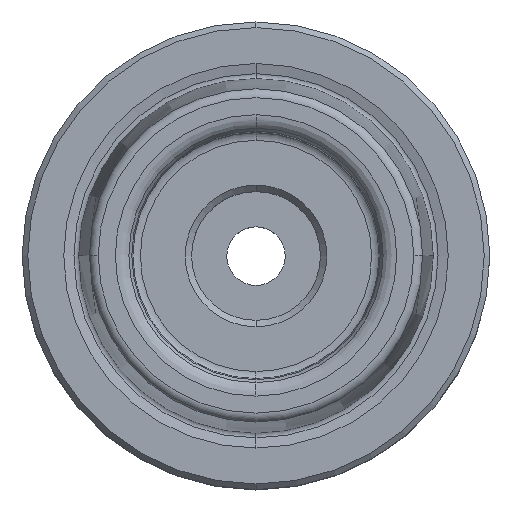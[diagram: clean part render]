
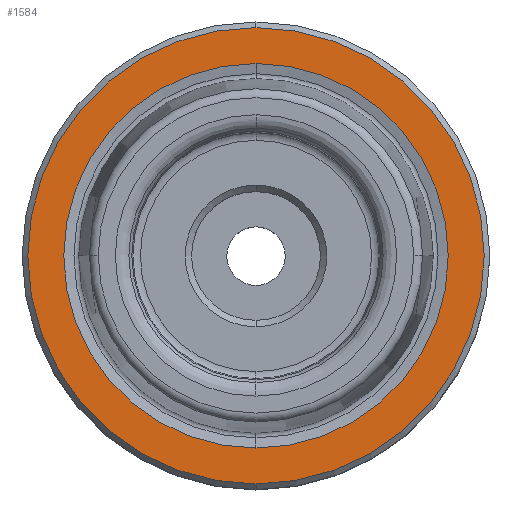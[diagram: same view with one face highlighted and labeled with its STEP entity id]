
A CAD part, top view. The second image highlights one B-rep face of the part: STEP entity #1584.
In plain terms, the highlighted planar face has unit normal (0, 0, 1).
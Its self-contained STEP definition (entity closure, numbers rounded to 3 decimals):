
#808=VERTEX_POINT('NONE',#2211);
#838=EDGE_CURVE('NONE',#1930,#1522,#2242,.T.);
#844=EDGE_CURVE('NONE',#2084,#808,#2248,.T.);
#1026=EDGE_CURVE('NONE',#808,#2084,#2452,.T.);
#1210=EDGE_CURVE('NONE',#1522,#1930,#2667,.T.);
#1522=VERTEX_POINT('NONE',#3013);
#1584=ADVANCED_FACE('NONE',(#3082,#3083),#3084,.F.);
#1930=VERTEX_POINT('NONE',#3465);
#2084=VERTEX_POINT('NONE',#3636);
#2211=CARTESIAN_POINT('',(0.,-16.426,0.));
#2242=CIRCLE('',#3859,19.495);
#2248=CIRCLE('',#3868,16.426);
#2452=CIRCLE('',#4146,16.426);
#2667=CIRCLE('',#4527,19.495);
#3013=CARTESIAN_POINT('',(0.0,-19.495,0.));
#3082=FACE_OUTER_BOUND('',#5176,.T.);
#3083=FACE_BOUND('',#5177,.T.);
#3084=PLANE('',#5178);
#3465=CARTESIAN_POINT('',(0.,19.495,0.));
#3636=CARTESIAN_POINT('',(0.0,16.426,0.));
#3859=AXIS2_PLACEMENT_3D('',#6111,#6112,#6113);
#3868=AXIS2_PLACEMENT_3D('',#6115,#6116,#6117);
#4146=AXIS2_PLACEMENT_3D('',#6384,#6385,#6386);
#4527=AXIS2_PLACEMENT_3D('',#6707,#6708,#6709);
#5176=EDGE_LOOP('',(#7231,#7232));
#5177=EDGE_LOOP('',(#7233,#7234));
#5178=AXIS2_PLACEMENT_3D('',#7235,#7236,#7237);
#6111=CARTESIAN_POINT('',(0.,0.,0.));
#6112=DIRECTION('',(0.0,-0.0,1.0));
#6113=DIRECTION('',(1.0,0.0,0.0));
#6115=CARTESIAN_POINT('',(0.,0.,0.));
#6116=DIRECTION('',(0.0,-0.0,1.0));
#6117=DIRECTION('',(1.0,0.0,0.0));
#6384=CARTESIAN_POINT('',(0.,0.,0.));
#6385=DIRECTION('',(0.0,-0.0,1.0));
#6386=DIRECTION('',(1.0,0.0,0.0));
#6707=CARTESIAN_POINT('',(0.,0.,0.));
#6708=DIRECTION('',(0.0,-0.0,1.0));
#6709=DIRECTION('',(1.0,0.0,0.0));
#7231=ORIENTED_EDGE('',*,*,#1210,.T.);
#7232=ORIENTED_EDGE('',*,*,#838,.T.);
#7233=ORIENTED_EDGE('',*,*,#844,.F.);
#7234=ORIENTED_EDGE('',*,*,#1026,.F.);
#7235=CARTESIAN_POINT('',(0.0,-15.679,0.));
#7236=DIRECTION('',(0.0,0.0,-1.0));
#7237=DIRECTION('',(0.0,-1.0,0.0));
